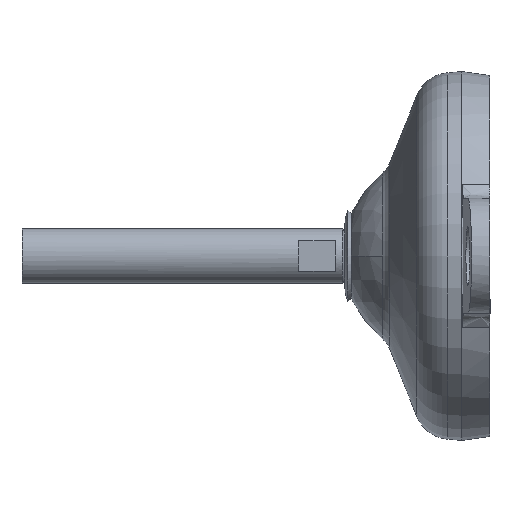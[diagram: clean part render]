
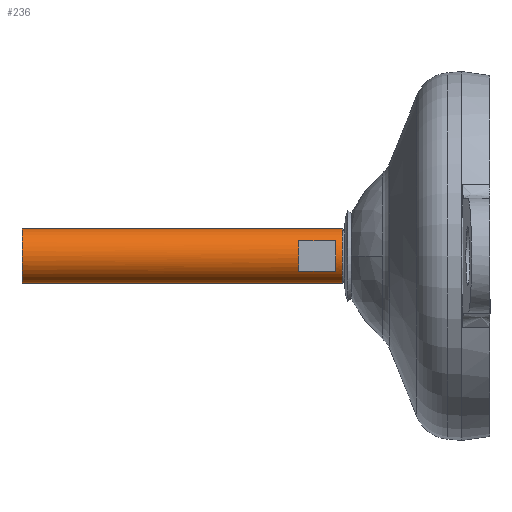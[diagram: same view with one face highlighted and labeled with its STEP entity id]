
A CAD part, left-side view. The second image highlights one B-rep face of the part: STEP entity #236.
In plain terms, the highlighted cylindrical face has radius 6 mm (diameter 12 mm), a partial arc.
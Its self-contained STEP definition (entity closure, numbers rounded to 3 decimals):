
#53 = CARTESIAN_POINT ( 'NONE',  ( 0., 32., -6. ) ) ;
#69 = VERTEX_POINT ( 'NONE', #689 ) ;
#82 = CYLINDRICAL_SURFACE ( 'NONE', #95, 6. ) ;
#95 = AXIS2_PLACEMENT_3D ( 'NONE', #605, #1130, #1156 ) ;
#98 = VERTEX_POINT ( 'NONE', #706 ) ;
#128 = VERTEX_POINT ( 'NONE', #1142 ) ;
#150 = DIRECTION ( 'NONE',  ( 0., -1., 0. ) ) ;
#152 = VECTOR ( 'NONE', #280, 1000. ) ;
#160 = CARTESIAN_POINT ( 'NONE',  ( -5., 0., 3.317 ) ) ;
#184 = CARTESIAN_POINT ( 'NONE',  ( -5., 0., -3.317 ) ) ;
#203 = AXIS2_PLACEMENT_3D ( 'NONE', #1321, #938, #1207 ) ;
#236 = ADVANCED_FACE ( 'NONE', ( #590, #732 ), #82, .T. ) ;
#247 = EDGE_LOOP ( 'NONE', ( #1326, #1616, #1566, #835 ) ) ;
#280 = DIRECTION ( 'NONE',  ( 0., -1., 0. ) ) ;
#413 = CARTESIAN_POINT ( 'NONE',  ( 0., 33.5, 0. ) ) ;
#517 = DIRECTION ( 'NONE',  ( 0., 0., -1. ) ) ;
#580 = EDGE_CURVE ( 'NONE', #867, #894, #1012, .T. ) ;
#590 = FACE_OUTER_BOUND ( 'NONE', #916, .T. ) ;
#597 = CIRCLE ( 'NONE', #203, 6. ) ;
#604 = DIRECTION ( 'NONE',  ( 0., 1., 0. ) ) ;
#605 = CARTESIAN_POINT ( 'NONE',  ( 0., 0., 0. ) ) ;
#670 = ORIENTED_EDGE ( 'NONE', *, *, #847, .T. ) ;
#689 = CARTESIAN_POINT ( 'NONE',  ( -5., 41.5, -3.317 ) ) ;
#706 = CARTESIAN_POINT ( 'NONE',  ( 0., 101.5, -6. ) ) ;
#732 = FACE_BOUND ( 'NONE', #247, .T. ) ;
#778 = ORIENTED_EDGE ( 'NONE', *, *, #1374, .T. ) ;
#813 = ORIENTED_EDGE ( 'NONE', *, *, #941, .F. ) ;
#821 = VERTEX_POINT ( 'NONE', #1647 ) ;
#835 = ORIENTED_EDGE ( 'NONE', *, *, #948, .T. ) ;
#847 = EDGE_CURVE ( 'NONE', #98, #1578, #986, .T. ) ;
#854 = DIRECTION ( 'NONE',  ( 0., -1., 0. ) ) ;
#867 = VERTEX_POINT ( 'NONE', #1390 ) ;
#870 = EDGE_CURVE ( 'NONE', #821, #69, #1383, .T. ) ;
#894 = VERTEX_POINT ( 'NONE', #1619 ) ;
#916 = EDGE_LOOP ( 'NONE', ( #1193, #778, #670, #813 ) ) ;
#932 = CIRCLE ( 'NONE', #1585, 6. ) ;
#938 = DIRECTION ( 'NONE',  ( 0., -1., 0. ) ) ;
#941 = EDGE_CURVE ( 'NONE', #894, #1578, #597, .T. ) ;
#948 = EDGE_CURVE ( 'NONE', #128, #821, #932, .T. ) ;
#963 = VECTOR ( 'NONE', #1665, 1000. ) ;
#967 = AXIS2_PLACEMENT_3D ( 'NONE', #1583, #1551, #1419 ) ;
#969 = DIRECTION ( 'NONE',  ( 0., 0., 1. ) ) ;
#986 = LINE ( 'NONE', #1522, #1379 ) ;
#1012 = LINE ( 'NONE', #1561, #1462 ) ;
#1048 = EDGE_CURVE ( 'NONE', #1056, #128, #1073, .T. ) ;
#1056 = VERTEX_POINT ( 'NONE', #1611 ) ;
#1073 = LINE ( 'NONE', #160, #152 ) ;
#1130 = DIRECTION ( 'NONE',  ( 0., -1., 0. ) ) ;
#1142 = CARTESIAN_POINT ( 'NONE',  ( -5., 33.5, 3.317 ) ) ;
#1156 = DIRECTION ( 'NONE',  ( 0., 0., -1. ) ) ;
#1165 = CIRCLE ( 'NONE', #967, 6. ) ;
#1193 = ORIENTED_EDGE ( 'NONE', *, *, #580, .F. ) ;
#1197 = EDGE_CURVE ( 'NONE', #69, #1056, #1272, .T. ) ;
#1207 = DIRECTION ( 'NONE',  ( 0., 0., -1. ) ) ;
#1272 = CIRCLE ( 'NONE', #1724, 6. ) ;
#1321 = CARTESIAN_POINT ( 'NONE',  ( 0., 32., 0. ) ) ;
#1326 = ORIENTED_EDGE ( 'NONE', *, *, #870, .T. ) ;
#1374 = EDGE_CURVE ( 'NONE', #867, #98, #1165, .T. ) ;
#1379 = VECTOR ( 'NONE', #854, 1000. ) ;
#1383 = LINE ( 'NONE', #184, #963 ) ;
#1390 = CARTESIAN_POINT ( 'NONE',  ( 0., 101.5, 6. ) ) ;
#1419 = DIRECTION ( 'NONE',  ( 0., 0., -1. ) ) ;
#1462 = VECTOR ( 'NONE', #1552, 1000. ) ;
#1522 = CARTESIAN_POINT ( 'NONE',  ( 0., 0., -6. ) ) ;
#1551 = DIRECTION ( 'NONE',  ( 0., -1., 0. ) ) ;
#1552 = DIRECTION ( 'NONE',  ( 0., -1., 0. ) ) ;
#1561 = CARTESIAN_POINT ( 'NONE',  ( 0., 0., 6. ) ) ;
#1566 = ORIENTED_EDGE ( 'NONE', *, *, #1048, .T. ) ;
#1578 = VERTEX_POINT ( 'NONE', #53 ) ;
#1583 = CARTESIAN_POINT ( 'NONE',  ( 0., 101.5, 0. ) ) ;
#1585 = AXIS2_PLACEMENT_3D ( 'NONE', #413, #150, #517 ) ;
#1611 = CARTESIAN_POINT ( 'NONE',  ( -5., 41.5, 3.317 ) ) ;
#1616 = ORIENTED_EDGE ( 'NONE', *, *, #1197, .T. ) ;
#1619 = CARTESIAN_POINT ( 'NONE',  ( 0., 32., 6. ) ) ;
#1647 = CARTESIAN_POINT ( 'NONE',  ( -5., 33.5, -3.317 ) ) ;
#1649 = CARTESIAN_POINT ( 'NONE',  ( 0., 41.5, 0. ) ) ;
#1665 = DIRECTION ( 'NONE',  ( 0., 1., 0. ) ) ;
#1724 = AXIS2_PLACEMENT_3D ( 'NONE', #1649, #604, #969 ) ;
